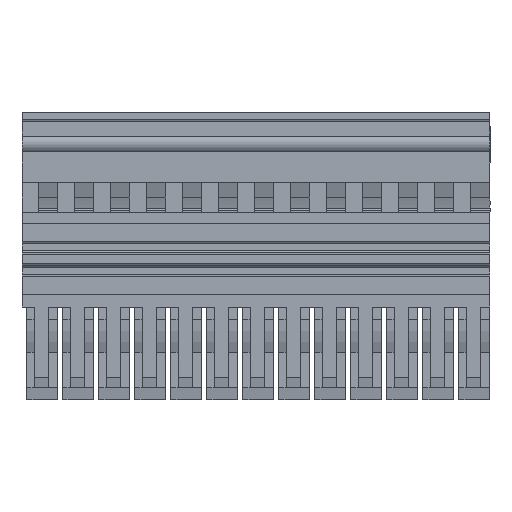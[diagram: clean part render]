
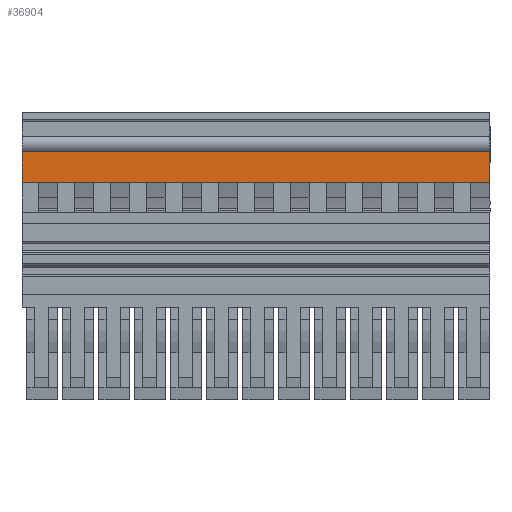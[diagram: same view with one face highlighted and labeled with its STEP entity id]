
A CAD part, front view. The second image highlights one B-rep face of the part: STEP entity #36904.
In plain terms, the highlighted planar face has unit normal (0, -1, 0).
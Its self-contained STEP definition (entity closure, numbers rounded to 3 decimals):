
#36672=AXIS2_PLACEMENT_3D('Plane Axis2P3D',#36669,#36670,#36671) ;
#825=CARTESIAN_POINT('Vertex',(0.,0.6,30.772)) ;
#828=CARTESIAN_POINT('Line Origine',(0.,0.6,32.963)) ;
#832=CARTESIAN_POINT('Vertex',(0.,0.6,35.155)) ;
#36669=CARTESIAN_POINT('Axis2P3D Location',(76.5,0.6,14.7)) ;
#36791=CARTESIAN_POINT('Line Origine',(33.15,0.6,30.772)) ;
#36795=CARTESIAN_POINT('Vertex',(66.3,0.6,30.772)) ;
#36886=CARTESIAN_POINT('Line Origine',(66.3,0.6,32.963)) ;
#36890=CARTESIAN_POINT('Vertex',(66.3,0.6,35.155)) ;
#36893=CARTESIAN_POINT('Line Origine',(33.15,0.6,35.155)) ;
#829=DIRECTION('Vector Direction',(0.,0.,1.)) ;
#36670=DIRECTION('Axis2P3D Direction',(0.,1.,0.)) ;
#36671=DIRECTION('Axis2P3D XDirection',(0.,0.,1.)) ;
#36792=DIRECTION('Vector Direction',(-1.,0.,0.)) ;
#36887=DIRECTION('Vector Direction',(0.,0.,1.)) ;
#36894=DIRECTION('Vector Direction',(-1.,0.,0.)) ;
#830=VECTOR('Line Direction',#829,1.) ;
#36793=VECTOR('Line Direction',#36792,1.) ;
#36888=VECTOR('Line Direction',#36887,1.) ;
#36895=VECTOR('Line Direction',#36894,1.) ;
#36899=ORIENTED_EDGE('',*,*,#36892,.T.) ;
#36900=ORIENTED_EDGE('',*,*,#36897,.T.) ;
#36901=ORIENTED_EDGE('',*,*,#834,.T.) ;
#36902=ORIENTED_EDGE('',*,*,#36797,.F.) ;
#36904=ADVANCED_FACE('V1',(#36903),#36673,.F.) ;
#834=EDGE_CURVE('',#833,#826,#831,.F.) ;
#36797=EDGE_CURVE('',#36796,#826,#36794,.T.) ;
#36892=EDGE_CURVE('',#36796,#36891,#36889,.T.) ;
#36897=EDGE_CURVE('',#36891,#833,#36896,.T.) ;
#36898=EDGE_LOOP('',(#36899,#36900,#36901,#36902)) ;
#36903=FACE_OUTER_BOUND('',#36898,.T.) ;
#831=LINE('Line',#828,#830) ;
#36794=LINE('Line',#36791,#36793) ;
#36889=LINE('Line',#36886,#36888) ;
#36896=LINE('Line',#36893,#36895) ;
#36673=PLANE('',#36672) ;
#826=VERTEX_POINT('',#825) ;
#833=VERTEX_POINT('',#832) ;
#36796=VERTEX_POINT('',#36795) ;
#36891=VERTEX_POINT('',#36890) ;
